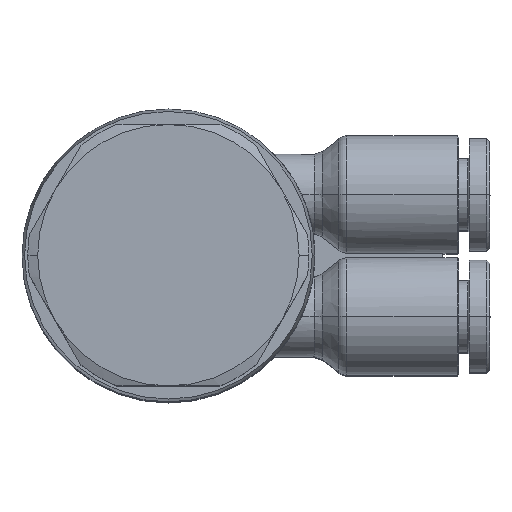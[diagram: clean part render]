
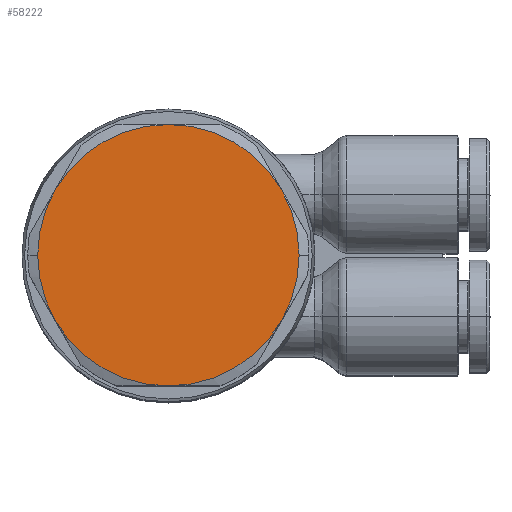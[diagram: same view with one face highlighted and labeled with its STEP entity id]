
A CAD part, top view. The second image highlights one B-rep face of the part: STEP entity #58222.
In plain terms, the highlighted planar face has unit normal (0, 0, 1).
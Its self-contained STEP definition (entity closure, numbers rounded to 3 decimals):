
#3202=CARTESIAN_POINT('',(12.,4.65,14.5));
#3203=VERTEX_POINT('',#3202);
#3212=CARTESIAN_POINT('',(10.66,-0.35,14.5));
#3213=VERTEX_POINT('',#3212);
#3214=CARTESIAN_POINT('',(2.,4.65,14.5));
#3215=DIRECTION('',(0.0,0.0,1.0));
#3216=DIRECTION('',(-1.0,0.0,0.0));
#3217=AXIS2_PLACEMENT_3D('',#3214,#3215,#3216);
#3218=CIRCLE('',#3217,10.);
#3219=EDGE_CURVE('',#3213,#3203,#3218,.T.);
#3253=CARTESIAN_POINT('',(-8.,4.65,14.5));
#3254=VERTEX_POINT('',#3253);
#3270=CARTESIAN_POINT('',(-6.66,-0.35,14.5));
#3271=VERTEX_POINT('',#3270);
#3285=CARTESIAN_POINT('',(2.,4.65,14.5));
#3286=DIRECTION('',(0.0,0.0,1.0));
#3287=DIRECTION('',(-1.0,0.0,0.0));
#3288=AXIS2_PLACEMENT_3D('',#3285,#3286,#3287);
#3289=CIRCLE('',#3288,10.);
#3290=EDGE_CURVE('',#3254,#3271,#3289,.T.);
#57785=CARTESIAN_POINT('',(10.66,9.65,14.5));
#57786=VERTEX_POINT('',#57785);
#57859=CARTESIAN_POINT('',(2.,-5.35,14.5));
#57860=VERTEX_POINT('',#57859);
#57903=CARTESIAN_POINT('',(-6.66,9.65,14.5));
#57904=VERTEX_POINT('',#57903);
#57905=CARTESIAN_POINT('',(2.,4.65,14.5));
#57906=DIRECTION('',(0.0,0.0,1.0));
#57907=DIRECTION('',(-1.0,0.0,0.0));
#57908=AXIS2_PLACEMENT_3D('',#57905,#57906,#57907);
#57909=CIRCLE('',#57908,10.);
#57910=EDGE_CURVE('',#57904,#3254,#57909,.T.);
#57978=CARTESIAN_POINT('',(2.,14.65,14.5));
#57979=VERTEX_POINT('',#57978);
#57980=CARTESIAN_POINT('',(2.,4.65,14.5));
#57981=DIRECTION('',(0.0,0.0,1.0));
#57982=DIRECTION('',(-1.0,0.0,0.0));
#57983=AXIS2_PLACEMENT_3D('',#57980,#57981,#57982);
#57984=CIRCLE('',#57983,10.);
#57985=EDGE_CURVE('',#57979,#57904,#57984,.T.);
#58022=CARTESIAN_POINT('',(2.,4.65,14.5));
#58023=DIRECTION('',(0.0,0.0,1.0));
#58024=DIRECTION('',(-1.0,0.0,0.0));
#58025=AXIS2_PLACEMENT_3D('',#58022,#58023,#58024);
#58026=CIRCLE('',#58025,10.);
#58027=EDGE_CURVE('',#57786,#57979,#58026,.T.);
#58041=CARTESIAN_POINT('',(2.,4.65,14.5));
#58042=DIRECTION('',(0.0,0.0,1.0));
#58043=DIRECTION('',(-1.0,0.0,0.0));
#58044=AXIS2_PLACEMENT_3D('',#58041,#58042,#58043);
#58045=CIRCLE('',#58044,10.);
#58046=EDGE_CURVE('',#3203,#57786,#58045,.T.);
#58058=CARTESIAN_POINT('',(2.,4.65,14.5));
#58059=DIRECTION('',(0.0,0.0,1.0));
#58060=DIRECTION('',(-1.0,0.0,0.0));
#58061=AXIS2_PLACEMENT_3D('',#58058,#58059,#58060);
#58062=CIRCLE('',#58061,10.);
#58063=EDGE_CURVE('',#57860,#3213,#58062,.T.);
#58076=CARTESIAN_POINT('',(2.,4.65,14.5));
#58077=DIRECTION('',(0.0,0.0,1.0));
#58078=DIRECTION('',(-1.0,0.0,0.0));
#58079=AXIS2_PLACEMENT_3D('',#58076,#58077,#58078);
#58080=CIRCLE('',#58079,10.);
#58081=EDGE_CURVE('',#3271,#57860,#58080,.T.);
#58207=CARTESIAN_POINT('',(-2.55,4.65,14.5));
#58208=DIRECTION('',(0.0,0.0,1.0));
#58209=DIRECTION('',(-1.0,0.0,0.0));
#58210=AXIS2_PLACEMENT_3D('',#58207,#58208,#58209);
#58211=PLANE('',#58210);
#58212=ORIENTED_EDGE('',*,*,#58081,.T.);
#58213=ORIENTED_EDGE('',*,*,#58063,.T.);
#58214=ORIENTED_EDGE('',*,*,#3219,.T.);
#58215=ORIENTED_EDGE('',*,*,#58046,.T.);
#58216=ORIENTED_EDGE('',*,*,#58027,.T.);
#58217=ORIENTED_EDGE('',*,*,#57985,.T.);
#58218=ORIENTED_EDGE('',*,*,#57910,.T.);
#58219=ORIENTED_EDGE('',*,*,#3290,.T.);
#58220=EDGE_LOOP('',(#58212,#58213,#58214,#58215,#58216,#58217,#58218,#58219));
#58221=FACE_OUTER_BOUND('',#58220,.T.);
#58222=ADVANCED_FACE('',(#58221),#58211,.T.);
